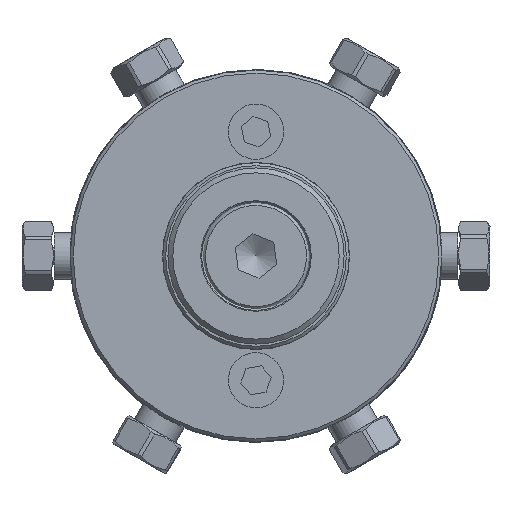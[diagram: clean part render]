
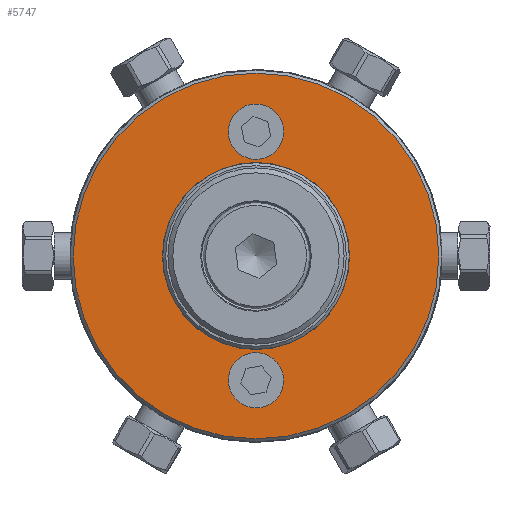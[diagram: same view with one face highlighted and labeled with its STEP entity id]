
A CAD part, left-side view. The second image highlights one B-rep face of the part: STEP entity #5747.
In plain terms, the highlighted planar face has unit normal (-1, 0, 0).
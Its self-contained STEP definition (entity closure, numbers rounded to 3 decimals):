
#4567=CARTESIAN_POINT('',(6.35,18.687,0.));
#4568=VERTEX_POINT('',#4567);
#4569=CARTESIAN_POINT('',(6.35,0.,0.));
#4570=DIRECTION('',(1.0,0.0,0.0));
#4571=DIRECTION('',(0.0,-1.0,0.0));
#4572=AXIS2_PLACEMENT_3D('',#4569,#4570,#4571);
#4573=CIRCLE('',#4572,18.687);
#4574=EDGE_CURVE('',#4568,#4568,#4573,.T.);
#5706=CARTESIAN_POINT('',(6.35,14.256,0.));
#5707=DIRECTION('',(-1.0,0.0,0.0));
#5708=DIRECTION('',(0.0,0.0,1.0));
#5709=AXIS2_PLACEMENT_3D('',#5706,#5707,#5708);
#5710=PLANE('',#5709);
#5711=ORIENTED_EDGE('',*,*,#4574,.F.);
#5712=EDGE_LOOP('',(#5711));
#5713=FACE_OUTER_BOUND('',#5712,.T.);
#5714=CARTESIAN_POINT('',(6.35,0.,14.851));
#5715=VERTEX_POINT('',#5714);
#5716=CARTESIAN_POINT('',(6.35,0.,12.7));
#5717=DIRECTION('',(-1.0,0.0,0.0));
#5718=DIRECTION('',(0.0,0.0,-1.0));
#5719=AXIS2_PLACEMENT_3D('',#5716,#5717,#5718);
#5720=CIRCLE('',#5719,2.151);
#5721=EDGE_CURVE('',#5715,#5715,#5720,.T.);
#5722=ORIENTED_EDGE('',*,*,#5721,.F.);
#5723=EDGE_LOOP('',(#5722));
#5724=FACE_BOUND('',#5723,.T.);
#5725=CARTESIAN_POINT('',(6.35,9.55,0.));
#5726=VERTEX_POINT('',#5725);
#5727=CARTESIAN_POINT('',(6.35,0.,0.));
#5728=DIRECTION('',(-1.0,0.0,0.0));
#5729=DIRECTION('',(0.0,-1.0,0.0));
#5730=AXIS2_PLACEMENT_3D('',#5727,#5728,#5729);
#5731=CIRCLE('',#5730,9.55);
#5732=EDGE_CURVE('',#5726,#5726,#5731,.T.);
#5733=ORIENTED_EDGE('',*,*,#5732,.F.);
#5734=EDGE_LOOP('',(#5733));
#5735=FACE_BOUND('',#5734,.T.);
#5736=CARTESIAN_POINT('',(6.35,0.,-10.549));
#5737=VERTEX_POINT('',#5736);
#5738=CARTESIAN_POINT('',(6.35,0.,-12.7));
#5739=DIRECTION('',(-1.0,0.0,0.0));
#5740=DIRECTION('',(0.0,0.0,-1.0));
#5741=AXIS2_PLACEMENT_3D('',#5738,#5739,#5740);
#5742=CIRCLE('',#5741,2.151);
#5743=EDGE_CURVE('',#5737,#5737,#5742,.T.);
#5744=ORIENTED_EDGE('',*,*,#5743,.F.);
#5745=EDGE_LOOP('',(#5744));
#5746=FACE_BOUND('',#5745,.T.);
#5747=ADVANCED_FACE('',(#5713,#5724,#5735,#5746),#5710,.T.);
